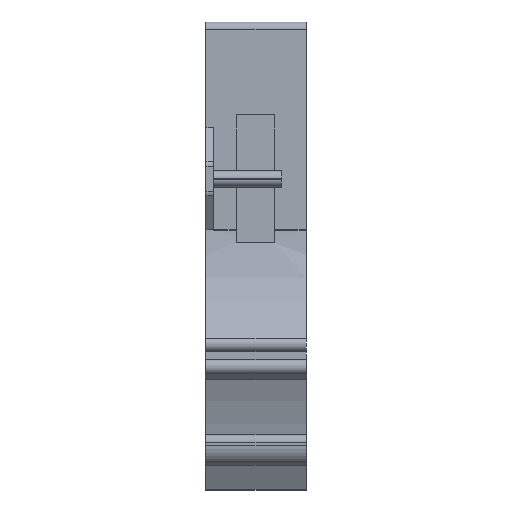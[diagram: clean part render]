
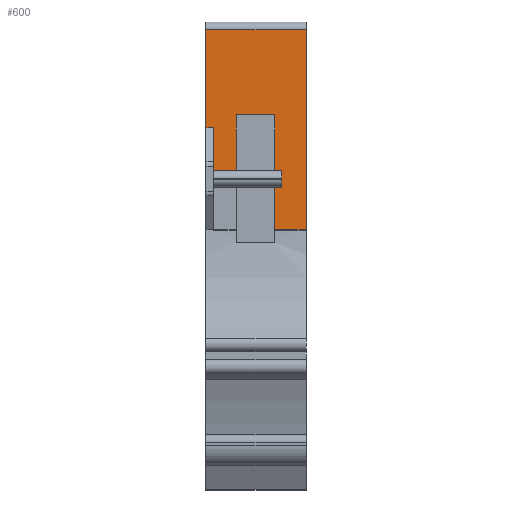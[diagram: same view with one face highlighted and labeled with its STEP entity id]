
A CAD part, front view. The second image highlights one B-rep face of the part: STEP entity #600.
In plain terms, the highlighted planar face has unit normal (0, -1, 0).
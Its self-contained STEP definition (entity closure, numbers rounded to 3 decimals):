
#493=AXIS2_PLACEMENT_3D('Plane Axis2P3D',#490,#491,#492) ;
#439=CARTESIAN_POINT('Line Origine',(7.5,9.5,30.75)) ;
#443=CARTESIAN_POINT('Vertex',(7.5,9.5,29.925)) ;
#445=CARTESIAN_POINT('Vertex',(7.5,9.5,31.575)) ;
#490=CARTESIAN_POINT('Axis2P3D Location',(4.95,9.5,45.5)) ;
#495=CARTESIAN_POINT('Line Origine',(6.8,9.5,27.802)) ;
#499=CARTESIAN_POINT('Vertex',(6.8,9.5,25.68)) ;
#501=CARTESIAN_POINT('Vertex',(6.8,9.5,29.925)) ;
#504=CARTESIAN_POINT('Line Origine',(8.35,9.5,25.68)) ;
#508=CARTESIAN_POINT('Vertex',(9.9,9.5,25.68)) ;
#511=CARTESIAN_POINT('Line Origine',(9.9,9.5,35.59)) ;
#515=CARTESIAN_POINT('Vertex',(9.9,9.5,45.5)) ;
#518=CARTESIAN_POINT('Line Origine',(4.95,9.5,45.5)) ;
#522=CARTESIAN_POINT('Vertex',(0.,9.5,45.5)) ;
#525=CARTESIAN_POINT('Line Origine',(0.,9.5,40.66)) ;
#529=CARTESIAN_POINT('Vertex',(0.,9.5,35.82)) ;
#532=CARTESIAN_POINT('Line Origine',(0.375,9.5,35.82)) ;
#536=CARTESIAN_POINT('Vertex',(0.75,9.5,35.82)) ;
#539=CARTESIAN_POINT('Line Origine',(0.75,9.5,33.698)) ;
#543=CARTESIAN_POINT('Vertex',(0.75,9.5,31.575)) ;
#546=CARTESIAN_POINT('Line Origine',(1.875,9.5,31.575)) ;
#550=CARTESIAN_POINT('Vertex',(3.,9.5,31.575)) ;
#553=CARTESIAN_POINT('Line Origine',(3.,9.5,34.325)) ;
#557=CARTESIAN_POINT('Vertex',(3.,9.5,37.075)) ;
#560=CARTESIAN_POINT('Line Origine',(4.9,9.5,37.075)) ;
#564=CARTESIAN_POINT('Vertex',(6.8,9.5,37.075)) ;
#567=CARTESIAN_POINT('Line Origine',(6.8,9.5,34.325)) ;
#571=CARTESIAN_POINT('Vertex',(6.8,9.5,31.575)) ;
#574=CARTESIAN_POINT('Line Origine',(7.15,9.5,31.575)) ;
#579=CARTESIAN_POINT('Line Origine',(7.15,9.5,29.925)) ;
#440=DIRECTION('Vector Direction',(0.,0.,1.)) ;
#491=DIRECTION('Axis2P3D Direction',(0.,1.,0.)) ;
#492=DIRECTION('Axis2P3D XDirection',(0.,0.,-1.)) ;
#496=DIRECTION('Vector Direction',(0.,0.,1.)) ;
#505=DIRECTION('Vector Direction',(1.,0.,0.)) ;
#512=DIRECTION('Vector Direction',(0.,0.,-1.)) ;
#519=DIRECTION('Vector Direction',(-1.,0.,0.)) ;
#526=DIRECTION('Vector Direction',(0.,0.,-1.)) ;
#533=DIRECTION('Vector Direction',(-1.,0.,0.)) ;
#540=DIRECTION('Vector Direction',(0.,0.,1.)) ;
#547=DIRECTION('Vector Direction',(1.,0.,0.)) ;
#554=DIRECTION('Vector Direction',(0.,0.,1.)) ;
#561=DIRECTION('Vector Direction',(-1.,0.,0.)) ;
#568=DIRECTION('Vector Direction',(0.,0.,-1.)) ;
#575=DIRECTION('Vector Direction',(1.,0.,0.)) ;
#580=DIRECTION('Vector Direction',(1.,0.,0.)) ;
#441=VECTOR('Line Direction',#440,1.) ;
#497=VECTOR('Line Direction',#496,1.) ;
#506=VECTOR('Line Direction',#505,1.) ;
#513=VECTOR('Line Direction',#512,1.) ;
#520=VECTOR('Line Direction',#519,1.) ;
#527=VECTOR('Line Direction',#526,1.) ;
#534=VECTOR('Line Direction',#533,1.) ;
#541=VECTOR('Line Direction',#540,1.) ;
#548=VECTOR('Line Direction',#547,1.) ;
#555=VECTOR('Line Direction',#554,1.) ;
#562=VECTOR('Line Direction',#561,1.) ;
#569=VECTOR('Line Direction',#568,1.) ;
#576=VECTOR('Line Direction',#575,1.) ;
#581=VECTOR('Line Direction',#580,1.) ;
#585=ORIENTED_EDGE('',*,*,#503,.F.) ;
#586=ORIENTED_EDGE('',*,*,#510,.T.) ;
#587=ORIENTED_EDGE('',*,*,#517,.T.) ;
#588=ORIENTED_EDGE('',*,*,#524,.T.) ;
#589=ORIENTED_EDGE('',*,*,#531,.F.) ;
#590=ORIENTED_EDGE('',*,*,#538,.F.) ;
#591=ORIENTED_EDGE('',*,*,#545,.F.) ;
#592=ORIENTED_EDGE('',*,*,#552,.T.) ;
#593=ORIENTED_EDGE('',*,*,#559,.T.) ;
#594=ORIENTED_EDGE('',*,*,#566,.F.) ;
#595=ORIENTED_EDGE('',*,*,#573,.T.) ;
#596=ORIENTED_EDGE('',*,*,#578,.T.) ;
#597=ORIENTED_EDGE('',*,*,#447,.F.) ;
#598=ORIENTED_EDGE('',*,*,#583,.F.) ;
#600=ADVANCED_FACE('WNT10',(#599),#494,.F.) ;
#447=EDGE_CURVE('',#444,#446,#442,.T.) ;
#503=EDGE_CURVE('',#500,#502,#498,.T.) ;
#510=EDGE_CURVE('',#500,#509,#507,.T.) ;
#517=EDGE_CURVE('',#509,#516,#514,.F.) ;
#524=EDGE_CURVE('',#516,#523,#521,.T.) ;
#531=EDGE_CURVE('',#530,#523,#528,.F.) ;
#538=EDGE_CURVE('',#537,#530,#535,.T.) ;
#545=EDGE_CURVE('',#544,#537,#542,.T.) ;
#552=EDGE_CURVE('',#544,#551,#549,.T.) ;
#559=EDGE_CURVE('',#551,#558,#556,.T.) ;
#566=EDGE_CURVE('',#565,#558,#563,.T.) ;
#573=EDGE_CURVE('',#565,#572,#570,.T.) ;
#578=EDGE_CURVE('',#572,#446,#577,.T.) ;
#583=EDGE_CURVE('',#502,#444,#582,.T.) ;
#584=EDGE_LOOP('',(#585,#586,#587,#588,#589,#590,#591,#592,#593,#594,#595,#596,#597,#598)) ;
#599=FACE_OUTER_BOUND('',#584,.T.) ;
#442=LINE('Line',#439,#441) ;
#498=LINE('Line',#495,#497) ;
#507=LINE('Line',#504,#506) ;
#514=LINE('Line',#511,#513) ;
#521=LINE('Line',#518,#520) ;
#528=LINE('Line',#525,#527) ;
#535=LINE('Line',#532,#534) ;
#542=LINE('Line',#539,#541) ;
#549=LINE('Line',#546,#548) ;
#556=LINE('Line',#553,#555) ;
#563=LINE('Line',#560,#562) ;
#570=LINE('Line',#567,#569) ;
#577=LINE('Line',#574,#576) ;
#582=LINE('Line',#579,#581) ;
#494=PLANE('',#493) ;
#444=VERTEX_POINT('',#443) ;
#446=VERTEX_POINT('',#445) ;
#500=VERTEX_POINT('',#499) ;
#502=VERTEX_POINT('',#501) ;
#509=VERTEX_POINT('',#508) ;
#516=VERTEX_POINT('',#515) ;
#523=VERTEX_POINT('',#522) ;
#530=VERTEX_POINT('',#529) ;
#537=VERTEX_POINT('',#536) ;
#544=VERTEX_POINT('',#543) ;
#551=VERTEX_POINT('',#550) ;
#558=VERTEX_POINT('',#557) ;
#565=VERTEX_POINT('',#564) ;
#572=VERTEX_POINT('',#571) ;
